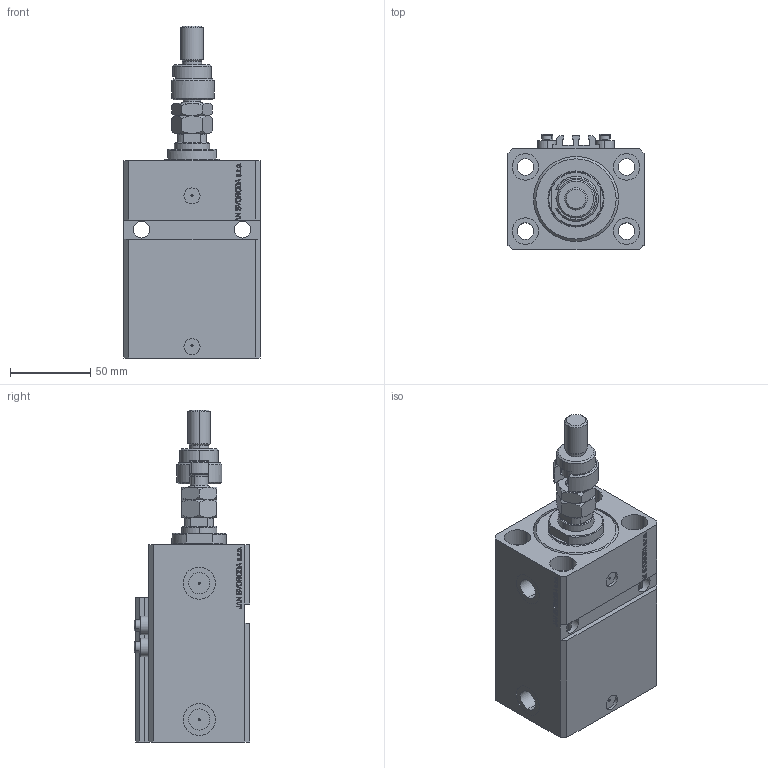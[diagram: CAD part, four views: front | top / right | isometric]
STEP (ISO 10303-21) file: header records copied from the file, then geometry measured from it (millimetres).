
FILE_DESCRIPTION (( 'STEP AP203' ), '1' );
FILE_NAME ('456e.STEP', '2021-10-14T17:03:01', ( '' ), ( '' ), 'SwSTEP 2.0', 'SolidWorks 2019', '' );
FILE_SCHEMA (( 'CONFIG_CONTROL_DESIGN' ));
Length unit declared in the file: millimetre
Products named in the file (8): ALLEN BOLT V250CE cbc76e69fc3dea67c88d983423650995; FEMALE_PART_FOR_DFA cbc76e69fc3dea67c88d983423650995; MFA cbc76e69fc3dea67c88d983423650995; DFA cbc76e69fc3dea67c88d983423650995; V250CE_C_VCP cbc76e69fc3dea67c88d983423650995; V250CE_VC_E cbc76e69fc3dea67c88d983423650995; 456e; V250CE_E cbc76e69fc3dea67c88d983423650995
Assembly tree (10 placements, depth 3):
  456e
    V250CE_E cbc76e69fc3dea67c88d983423650995
    ALLEN BOLT V250CE cbc76e69fc3dea67c88d983423650995  x4
    V250CE_C_VCP cbc76e69fc3dea67c88d983423650995
    V250CE_VC_E cbc76e69fc3dea67c88d983423650995
    DFA cbc76e69fc3dea67c88d983423650995
      FEMALE_PART_FOR_DFA cbc76e69fc3dea67c88d983423650995
      MFA cbc76e69fc3dea67c88d983423650995
Bounding box: 85 x 72 x 206.9 mm (x, y, z)
Volume: 582740.2 mm3; surface area: 128537 mm2
Topology: 10 solids, 10 shells, 1188 faces, 2949 edges, 1901 vertices
Faces by surface type: plane 567, bspline 356, cylinder 151, cone 96, torus 18
Entity records: 50938 total; most frequent: CARTESIAN_POINT 25737, ORIENTED_EDGE 5588, DIRECTION 3834, EDGE_CURVE 2794, VERTEX_POINT 1817, VECTOR 1654, LINE 1654, EDGE_LOOP 1255
